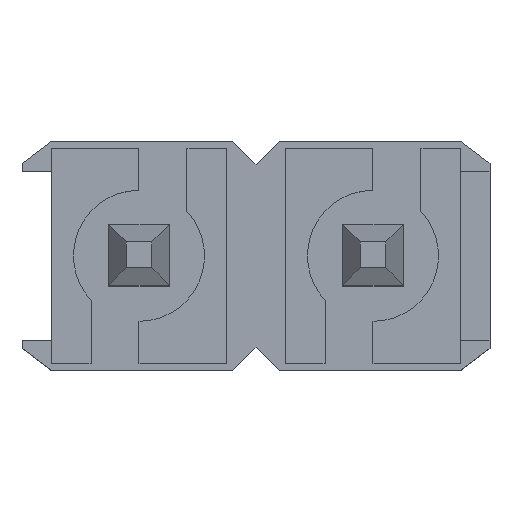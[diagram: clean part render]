
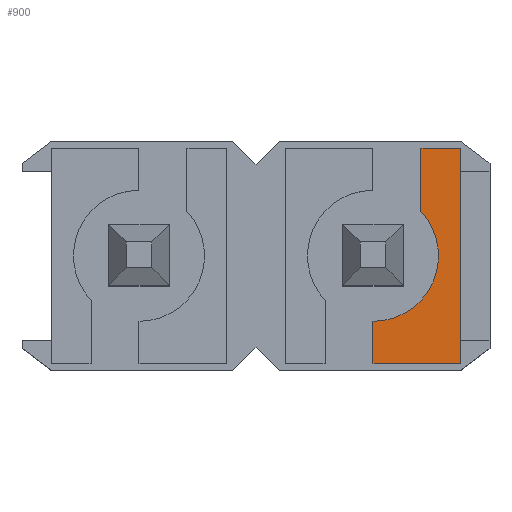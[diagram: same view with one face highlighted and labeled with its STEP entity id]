
A CAD part, top view. The second image highlights one B-rep face of the part: STEP entity #900.
In plain terms, the highlighted planar face has unit normal (0, 0, 1).
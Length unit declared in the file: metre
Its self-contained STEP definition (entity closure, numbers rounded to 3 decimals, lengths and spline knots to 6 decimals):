
#696 = EDGE_CURVE( '', #1728, #1418, #1729, .T. );
#712 = EDGE_CURVE( '', #1582, #1754, #1755, .T. );
#782 = EDGE_CURVE( '', #1418, #1582, #1860, .T. );
#900 = ADVANCED_FACE( '', ( #2016 ), #2017, .T. );
#1050 = EDGE_CURVE( '', #1728, #1722, #2201, .T. );
#1162 = EDGE_CURVE( '', #1848, #1754, #2335, .T. );
#1174 = EDGE_CURVE( '', #1722, #1848, #2349, .T. );
#1418 = VERTEX_POINT( '', #2630 );
#1582 = VERTEX_POINT( '', #2857 );
#1722 = VERTEX_POINT( '', #3053 );
#1728 = VERTEX_POINT( '', #3061 );
#1729 = LINE( '', #3062, #3063 );
#1754 = VERTEX_POINT( '', #3100 );
#1755 = LINE( '', #3101, #3102 );
#1848 = VERTEX_POINT( '', #3238 );
#1860 = LINE( '', #3254, #3255 );
#2016 = FACE_OUTER_BOUND( '', #3498, .T. );
#2017 = PLANE( '', #3499 );
#2201 = LINE( '', #3793, #3794 );
#2335 = CIRCLE( '', #4002, 0.000711 );
#2349 = LINE( '', #4023, #4024 );
#2630 = CARTESIAN_POINT( '', ( 0.002212, 0.001162, 0.002284 ) );
#2857 = CARTESIAN_POINT( '', ( 0.001781, 0.001162, 0.002284 ) );
#3053 = CARTESIAN_POINT( '', ( 0.00126, -0.001175, 0.002284 ) );
#3061 = CARTESIAN_POINT( '', ( 0.002212, -0.001175, 0.002284 ) );
#3062 = CARTESIAN_POINT( '', ( 0.002212, -0.001175, 0.002284 ) );
#3063 = VECTOR( '', #4686, 1. );
#3100 = CARTESIAN_POINT( '', ( 0.001781, 0.000478, 0.002284 ) );
#3101 = CARTESIAN_POINT( '', ( 0.001781, 0.001162, 0.002284 ) );
#3102 = VECTOR( '', #4696, 1. );
#3238 = CARTESIAN_POINT( '', ( 0.00126, -0.000718, 0.002284 ) );
#3254 = CARTESIAN_POINT( '', ( 0.002212, 0.001162, 0.002284 ) );
#3255 = VECTOR( '', #4857, 1. );
#3498 = EDGE_LOOP( '', ( #5023, #5024, #5025, #5026, #5027, #5028 ) );
#3499 = AXIS2_PLACEMENT_3D( '', #5029, #5030, #5031 );
#3793 = CARTESIAN_POINT( '', ( 0.002212, -0.001175, 0.002284 ) );
#3794 = VECTOR( '', #5235, 1. );
#4002 = AXIS2_PLACEMENT_3D( '', #5426, #5427, #5428 );
#4023 = CARTESIAN_POINT( '', ( 0.00126, -0.001175, 0.002284 ) );
#4024 = VECTOR( '', #5448, 1. );
#4686 = DIRECTION( '', ( 0., 1., 0. ) );
#4696 = DIRECTION( '', ( 0., -1., 0. ) );
#4857 = DIRECTION( '', ( -1., 0., 0. ) );
#5023 = ORIENTED_EDGE( '', *, *, #1174, .F. );
#5024 = ORIENTED_EDGE( '', *, *, #1050, .F. );
#5025 = ORIENTED_EDGE( '', *, *, #696, .T. );
#5026 = ORIENTED_EDGE( '', *, *, #782, .T. );
#5027 = ORIENTED_EDGE( '', *, *, #712, .T. );
#5028 = ORIENTED_EDGE( '', *, *, #1162, .F. );
#5029 = CARTESIAN_POINT( '', ( 0.002212, -0.001175, 0.002284 ) );
#5030 = DIRECTION( '', ( 0., 0., 1. ) );
#5031 = DIRECTION( '', ( 1., 0., 0. ) );
#5235 = DIRECTION( '', ( -1., 0., 0. ) );
#5426 = CARTESIAN_POINT( '', ( 0.00126, -0.000006, 0.002284 ) );
#5427 = DIRECTION( '', ( 0., 0., 1. ) );
#5428 = DIRECTION( '', ( 0., -1., 0. ) );
#5448 = DIRECTION( '', ( 0., 1., 0. ) );
